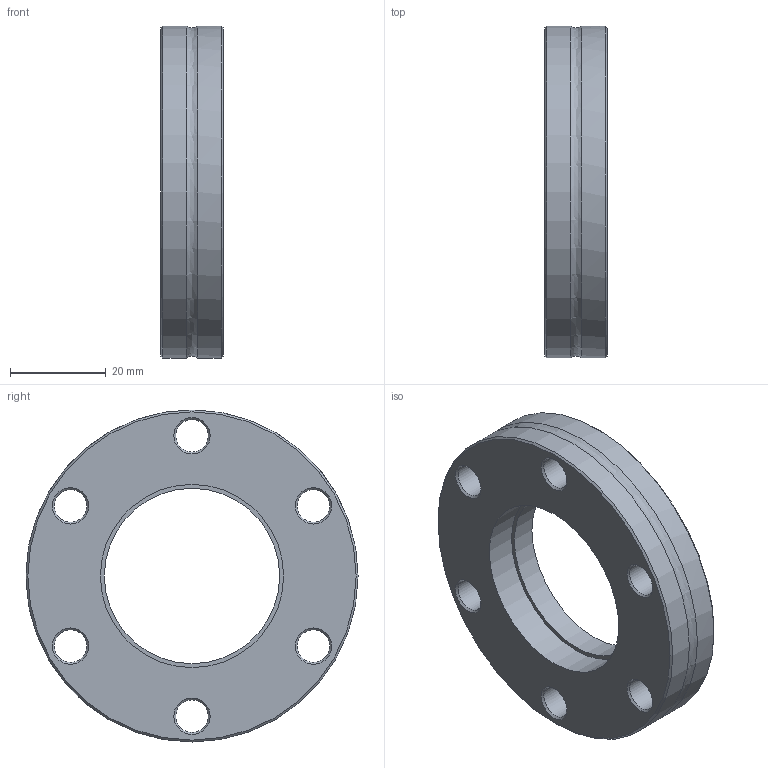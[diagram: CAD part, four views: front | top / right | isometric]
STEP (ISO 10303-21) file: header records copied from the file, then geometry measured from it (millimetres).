
FILE_DESCRIPTION (( 'STEP AP214' ), '1' );
FILE_NAME ('BS1CF4038.5FULLVAC.STEP', '2024-10-29T14:47:14', ( '' ), ( '' ), 'SwSTEP 2.0', 'SolidWorks 2017', '' );
FILE_SCHEMA (( 'AUTOMOTIVE_DESIGN' ));
Length unit declared in the file: millimetre
Products named in the file (1): BS1CF4038.5FULLVAC
Bounding box: 13 x 69.5 x 69.5 mm (x, y, z)
Volume: 30967.2 mm3; surface area: 11056.1 mm2
Topology: 1 solids, 1 shells, 37 faces, 94 edges, 60 vertices
Faces by surface type: cone 18, cylinder 11, plane 4, bspline 2, torus 2
Full cylindrical faces by diameter (mm): 6.8 x6, 36.7 x1, 38.35 x1, 69.5 x2
Entity records: 980 total; most frequent: CARTESIAN_POINT 222, DIRECTION 158, ORIENTED_EDGE 100, EDGE_LOOP 82, AXIS2_PLACEMENT_3D 78, FACE_OUTER_BOUND 51, EDGE_CURVE 50, VERTEX_POINT 46
